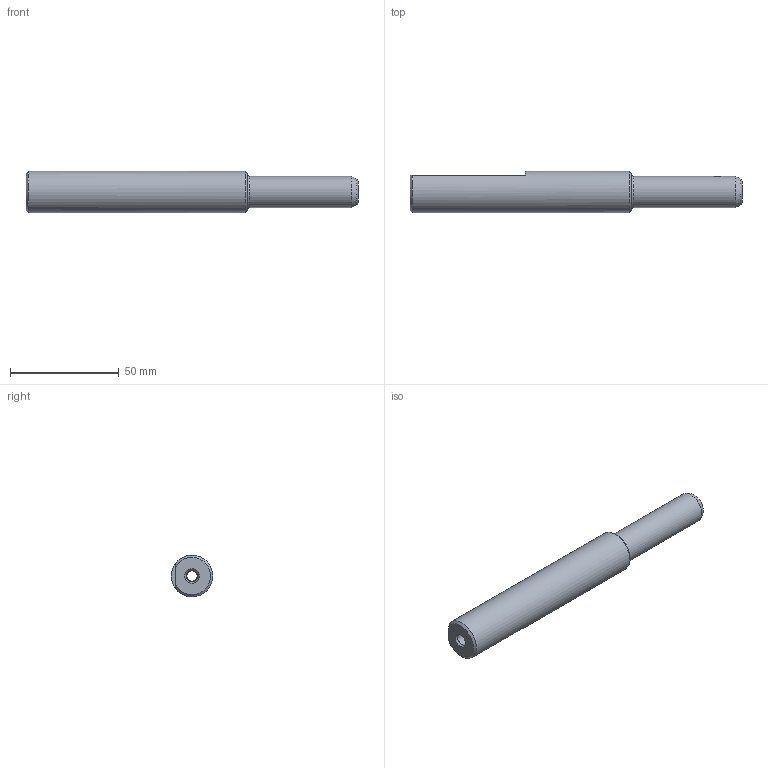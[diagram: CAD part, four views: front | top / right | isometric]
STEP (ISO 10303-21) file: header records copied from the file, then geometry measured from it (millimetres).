
FILE_DESCRIPTION(/* description */ (''),/* implementation_level */ '2;1');
FILE_NAME(/* name */ 'S075-EM018-0600.stp',/* time_stamp */ '2019-07-22T16:34:35-05:00',/* author */ ('ldfli'),/* organization */ (''),/* preprocessor_version */ 'ST-DEVELOPER v18',/* originating_system */ 'Autodesk Inventor LT',/* authorisation */ '');
FILE_SCHEMA (('AUTOMOTIVE_DESIGN { 1 0 10303 214 3 1 1 }'));
Length unit declared in the file: millimetre
Products named in the file (1): S075-EM018-0600
Bounding box: 152.4 x 19.05 x 19.05 mm (x, y, z)
Volume: 32630.6 mm3; surface area: 11306.3 mm2
Topology: 1 solids, 1 shells, 18 faces, 54 edges, 39 vertices
Faces by surface type: cone 6, plane 5, cylinder 5, torus 2
Full cylindrical faces by diameter (mm): 3.302 x1, 4.76 x1, 5.5 x1, 14.3 x1, 19.05 x1
Entity records: 752 total; most frequent: CARTESIAN_POINT 185, DIRECTION 120, ORIENTED_EDGE 108, EDGE_CURVE 54, AXIS2_PLACEMENT_3D 53, VERTEX_POINT 39, CIRCLE 34, EDGE_LOOP 23
